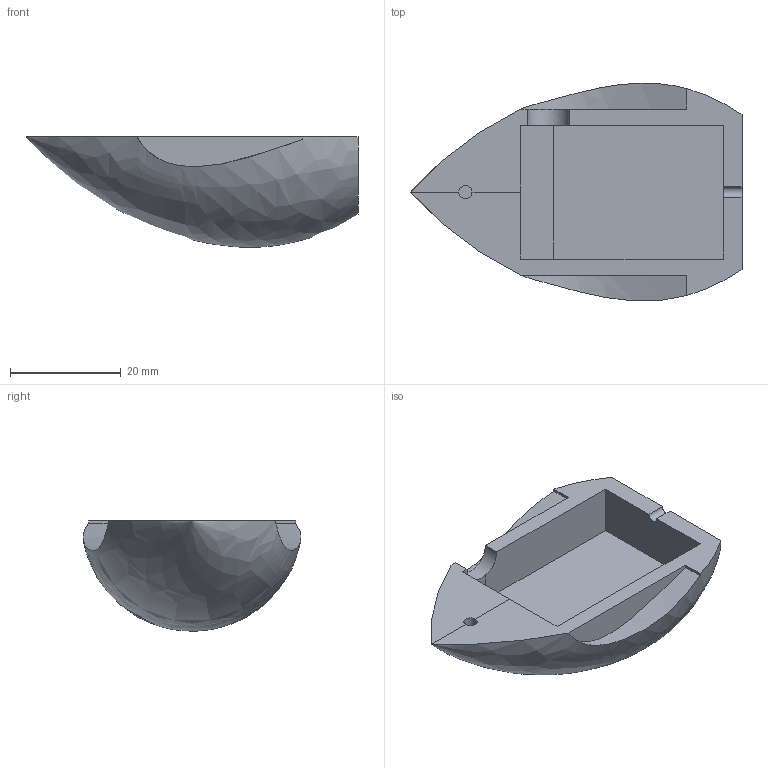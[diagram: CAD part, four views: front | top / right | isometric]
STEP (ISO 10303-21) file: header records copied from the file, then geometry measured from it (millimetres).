
FILE_DESCRIPTION(('FreeCAD Model'),'2;1');
FILE_NAME('Gros-safran-bulbe.stp', '2016-03-02T17:33:03',('FreeCAD'),('FreeCAD'), 'Open CASCADE STEP processor 6.8','FreeCAD','Unknown');
FILE_SCHEMA(('AUTOMOTIVE_DESIGN_CC2 { 1 2 10303 214 -1 1 5 4 }'));
Length unit declared in the file: millimetre
Products named in the file (1): Open CASCADE STEP translator 6.8 1
Bounding box: 60 x 39.36 x 20 mm (x, y, z)
Volume: 15057.6 mm3; surface area: 6215.1 mm2
Topology: 1 solids, 1 shells, 24 faces, 62 edges, 39 vertices
Faces by surface type: plane 18, cylinder 3, extrusion 2, revolution 1
Full cylindrical faces by diameter (mm): 2.4 x1
Entity records: 3022 total; most frequent: CARTESIAN_POINT 1825, DIRECTION 206, VECTOR 141, LINE 139, ORIENTED_EDGE 122, PCURVE 122, DEFINITIONAL_REPRESENTATION 122, EDGE_CURVE 61
